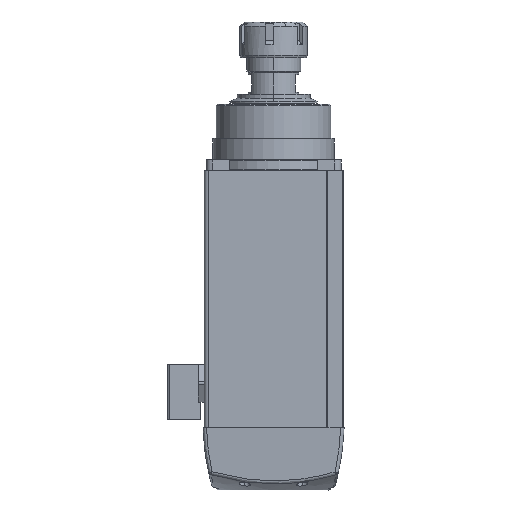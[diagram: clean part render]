
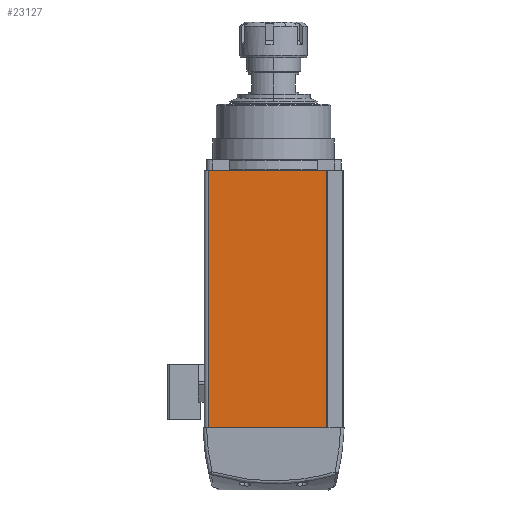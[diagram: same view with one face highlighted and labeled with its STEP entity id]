
A CAD part, left-side view. The second image highlights one B-rep face of the part: STEP entity #23127.
In plain terms, the highlighted planar face has unit normal (-1, 0, 0).
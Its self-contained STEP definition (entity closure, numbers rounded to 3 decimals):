
#164 = CARTESIAN_POINT ( 'NONE',  ( -60., 48.25, 190.5 ) ) ;
#464 = CARTESIAN_POINT ( 'NONE',  ( -60., 48.25, 0. ) ) ;
#1934 = EDGE_CURVE ( 'NONE', #15654, #2601, #17192, .T. ) ;
#2601 = VERTEX_POINT ( 'NONE', #27485 ) ;
#2970 = ORIENTED_EDGE ( 'NONE', *, *, #1934, .F. ) ;
#3482 = DIRECTION ( 'NONE',  ( 0., 0., 1. ) ) ;
#4407 = VECTOR ( 'NONE', #28431, 1000. ) ;
#4659 = EDGE_CURVE ( 'NONE', #5717, #28615, #5314, .T. ) ;
#5249 = LINE ( 'NONE', #6772, #4407 ) ;
#5314 = LINE ( 'NONE', #33985, #29123 ) ;
#5475 = VECTOR ( 'NONE', #35844, 1000. ) ;
#5717 = VERTEX_POINT ( 'NONE', #12114 ) ;
#6772 = CARTESIAN_POINT ( 'NONE',  ( -60., 48.25, 190.5 ) ) ;
#7401 = CARTESIAN_POINT ( 'NONE',  ( -60., 48.25, 190.5 ) ) ;
#8433 = AXIS2_PLACEMENT_3D ( 'NONE', #7401, #32683, #23989 ) ;
#12114 = CARTESIAN_POINT ( 'NONE',  ( -60., -39.25, 0. ) ) ;
#14186 = EDGE_LOOP ( 'NONE', ( #33354, #25940, #2970, #23821 ) ) ;
#15654 = VERTEX_POINT ( 'NONE', #464 ) ;
#17192 = LINE ( 'NONE', #164, #5475 ) ;
#18102 = CARTESIAN_POINT ( 'NONE',  ( -60., -39.25, 190.5 ) ) ;
#18505 = EDGE_CURVE ( 'NONE', #15654, #5717, #26897, .T. ) ;
#18656 = FACE_OUTER_BOUND ( 'NONE', #14186, .T. ) ;
#23127 = ADVANCED_FACE ( 'NONE', ( #18656 ), #27000, .F. ) ;
#23821 = ORIENTED_EDGE ( 'NONE', *, *, #18505, .T. ) ;
#23989 = DIRECTION ( 'NONE',  ( 0., 0., -1. ) ) ;
#25192 = VECTOR ( 'NONE', #26652, 1000. ) ;
#25940 = ORIENTED_EDGE ( 'NONE', *, *, #29712, .F. ) ;
#26652 = DIRECTION ( 'NONE',  ( 0., -1., 0. ) ) ;
#26897 = LINE ( 'NONE', #27019, #25192 ) ;
#27000 = PLANE ( 'NONE',  #8433 ) ;
#27019 = CARTESIAN_POINT ( 'NONE',  ( -60., 48.25, 0. ) ) ;
#27485 = CARTESIAN_POINT ( 'NONE',  ( -60., 48.25, 190.5 ) ) ;
#28431 = DIRECTION ( 'NONE',  ( 0., -1., 0. ) ) ;
#28615 = VERTEX_POINT ( 'NONE', #18102 ) ;
#29123 = VECTOR ( 'NONE', #3482, 1000. ) ;
#29712 = EDGE_CURVE ( 'NONE', #2601, #28615, #5249, .T. ) ;
#32683 = DIRECTION ( 'NONE',  ( 1., 0., 0. ) ) ;
#33354 = ORIENTED_EDGE ( 'NONE', *, *, #4659, .T. ) ;
#33985 = CARTESIAN_POINT ( 'NONE',  ( -60., -39.25, 190.5 ) ) ;
#35844 = DIRECTION ( 'NONE',  ( 0., 0., 1. ) ) ;
